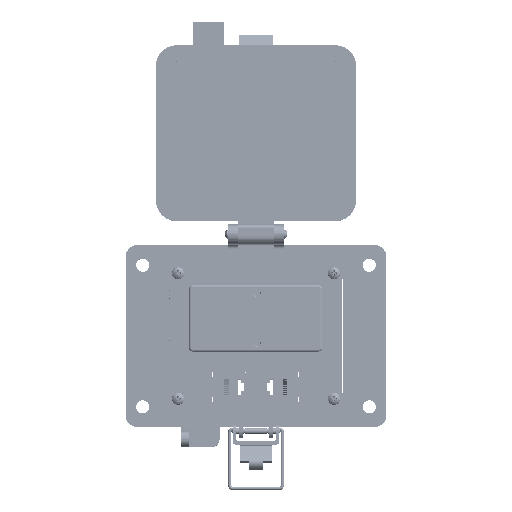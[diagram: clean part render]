
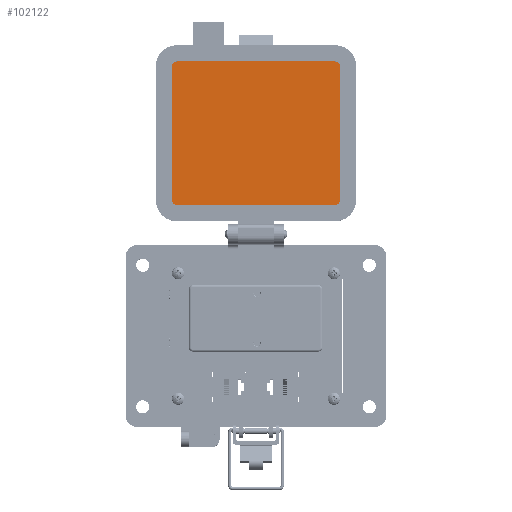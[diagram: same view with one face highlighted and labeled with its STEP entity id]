
A CAD part, top view. The second image highlights one B-rep face of the part: STEP entity #102122.
In plain terms, the highlighted planar face has unit normal (0, 0, 1).
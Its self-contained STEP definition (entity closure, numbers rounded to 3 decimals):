
#2050 = DIRECTION ( 'NONE',  ( 0., 0., -1. ) ) ;
#4512 = CARTESIAN_POINT ( 'NONE',  ( 39.871, 130.108, 19.202 ) ) ;
#11500 = ORIENTED_EDGE ( 'NONE', *, *, #209696, .F. ) ;
#12705 = DIRECTION ( 'NONE',  ( 1., 0., 0. ) ) ;
#15307 = CIRCLE ( 'NONE', #124419, 2.299 ) ;
#16779 = CIRCLE ( 'NONE', #192675, 2.299 ) ;
#17956 = VECTOR ( 'NONE', #22627, 1000. ) ;
#20181 = CARTESIAN_POINT ( 'NONE',  ( -44.769, 93.196, 19.202 ) ) ;
#21050 = VECTOR ( 'NONE', #12705, 1000. ) ;
#22627 = DIRECTION ( 'NONE',  ( -1., 0., 0. ) ) ;
#23602 = CIRCLE ( 'NONE', #181941, 2.299 ) ;
#27708 = CARTESIAN_POINT ( 'NONE',  ( 38.212, 93.196, 19.202 ) ) ;
#30798 = DIRECTION ( 'NONE',  ( 1., 0., 0. ) ) ;
#35037 = CARTESIAN_POINT ( 'NONE',  ( -42.469, 128.688, 19.202 ) ) ;
#36168 = DIRECTION ( 'NONE',  ( 0., -1., 0. ) ) ;
#40239 = LINE ( 'NONE', #53490, #17956 ) ;
#53490 = CARTESIAN_POINT ( 'NONE',  ( -3.279, 57.705, 19.202 ) ) ;
#53968 = EDGE_LOOP ( 'NONE', ( #92060, #169664, #195941, #11500, #153171, #148892, #139968, #75992 ) ) ;
#55087 = CARTESIAN_POINT ( 'NONE',  ( -42.469, 60.004, 19.202 ) ) ;
#57639 = VERTEX_POINT ( 'NONE', #213753 ) ;
#59257 = EDGE_CURVE ( 'NONE', #75902, #154256, #40239, .T. ) ;
#62400 = CARTESIAN_POINT ( 'NONE',  ( -44.769, 60.004, 19.202 ) ) ;
#70595 = FACE_OUTER_BOUND ( 'NONE', #53968, .T. ) ;
#75902 = VERTEX_POINT ( 'NONE', #83468 ) ;
#75992 = ORIENTED_EDGE ( 'NONE', *, *, #59257, .F. ) ;
#77824 = VECTOR ( 'NONE', #174344, 1000. ) ;
#83468 = CARTESIAN_POINT ( 'NONE',  ( 35.912, 57.705, 19.202 ) ) ;
#85739 = CARTESIAN_POINT ( 'NONE',  ( 38.212, 60.004, 19.202 ) ) ;
#91677 = LINE ( 'NONE', #27708, #152853 ) ;
#92060 = ORIENTED_EDGE ( 'NONE', *, *, #180355, .F. ) ;
#94763 = CARTESIAN_POINT ( 'NONE',  ( -42.469, 57.705, 19.202 ) ) ;
#96453 = LINE ( 'NONE', #163604, #21050 ) ;
#102122 = ADVANCED_FACE ( 'NONE', ( #70595 ), #104741, .T. ) ;
#104643 = EDGE_CURVE ( 'NONE', #180503, #184218, #136926, .T. ) ;
#104741 = PLANE ( 'NONE',  #158144 ) ;
#109340 = VERTEX_POINT ( 'NONE', #35037 ) ;
#117743 = EDGE_CURVE ( 'NONE', #140550, #57639, #16779, .T. ) ;
#118015 = DIRECTION ( 'NONE',  ( -1., 0., 0. ) ) ;
#122285 = DIRECTION ( 'NONE',  ( 0., 0., -1. ) ) ;
#124419 = AXIS2_PLACEMENT_3D ( 'NONE', #55087, #122285, #167554 ) ;
#133225 = DIRECTION ( 'NONE',  ( 0., 0., -1. ) ) ;
#135809 = CARTESIAN_POINT ( 'NONE',  ( -44.769, 126.389, 19.202 ) ) ;
#136926 = LINE ( 'NONE', #20181, #77824 ) ;
#138567 = CARTESIAN_POINT ( 'NONE',  ( 35.912, 60.004, 19.202 ) ) ;
#139968 = ORIENTED_EDGE ( 'NONE', *, *, #176561, .F. ) ;
#140550 = VERTEX_POINT ( 'NONE', #149389 ) ;
#143825 = DIRECTION ( 'NONE',  ( 0., -1., 0. ) ) ;
#148892 = ORIENTED_EDGE ( 'NONE', *, *, #104643, .F. ) ;
#149389 = CARTESIAN_POINT ( 'NONE',  ( 35.912, 128.688, 19.202 ) ) ;
#152853 = VECTOR ( 'NONE', #158886, 1000. ) ;
#153171 = ORIENTED_EDGE ( 'NONE', *, *, #167322, .F. ) ;
#154256 = VERTEX_POINT ( 'NONE', #94763 ) ;
#158144 = AXIS2_PLACEMENT_3D ( 'NONE', #4512, #168685, #118015 ) ;
#158886 = DIRECTION ( 'NONE',  ( 0., -1., 0. ) ) ;
#163604 = CARTESIAN_POINT ( 'NONE',  ( -3.279, 128.688, 19.202 ) ) ;
#163618 = DIRECTION ( 'NONE',  ( 0., 0., -1. ) ) ;
#167322 = EDGE_CURVE ( 'NONE', #184218, #109340, #189985, .T. ) ;
#167554 = DIRECTION ( 'NONE',  ( 1., 0., 0. ) ) ;
#168685 = DIRECTION ( 'NONE',  ( 0., 0., 1. ) ) ;
#169664 = ORIENTED_EDGE ( 'NONE', *, *, #196270, .F. ) ;
#174344 = DIRECTION ( 'NONE',  ( 0., 1., 0. ) ) ;
#176561 = EDGE_CURVE ( 'NONE', #154256, #180503, #15307, .T. ) ;
#179598 = VERTEX_POINT ( 'NONE', #85739 ) ;
#180355 = EDGE_CURVE ( 'NONE', #179598, #75902, #23602, .T. ) ;
#180503 = VERTEX_POINT ( 'NONE', #62400 ) ;
#180657 = CARTESIAN_POINT ( 'NONE',  ( 35.912, 126.389, 19.202 ) ) ;
#181941 = AXIS2_PLACEMENT_3D ( 'NONE', #138567, #2050, #36168 ) ;
#182922 = AXIS2_PLACEMENT_3D ( 'NONE', #208901, #163618, #143825 ) ;
#184218 = VERTEX_POINT ( 'NONE', #135809 ) ;
#189985 = CIRCLE ( 'NONE', #182922, 2.299 ) ;
#192675 = AXIS2_PLACEMENT_3D ( 'NONE', #180657, #133225, #30798 ) ;
#195941 = ORIENTED_EDGE ( 'NONE', *, *, #117743, .F. ) ;
#196270 = EDGE_CURVE ( 'NONE', #57639, #179598, #91677, .T. ) ;
#208901 = CARTESIAN_POINT ( 'NONE',  ( -42.469, 126.389, 19.202 ) ) ;
#209696 = EDGE_CURVE ( 'NONE', #109340, #140550, #96453, .T. ) ;
#213753 = CARTESIAN_POINT ( 'NONE',  ( 38.212, 126.389, 19.202 ) ) ;
